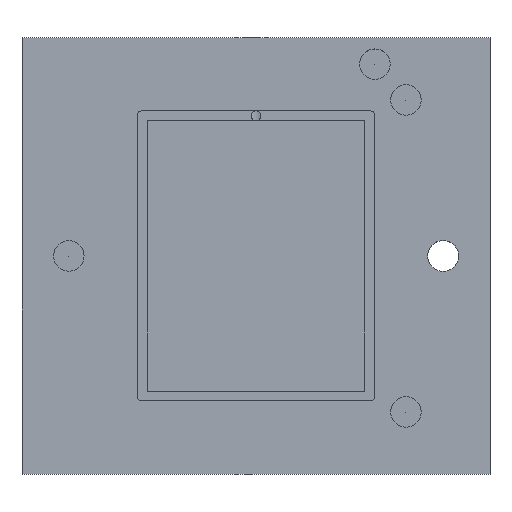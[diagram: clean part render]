
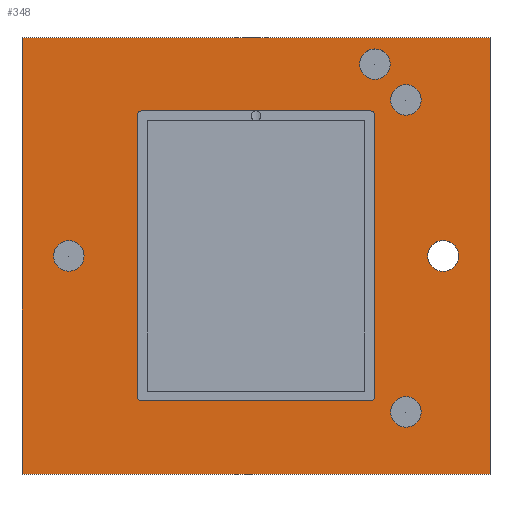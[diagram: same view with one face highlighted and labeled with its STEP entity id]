
A CAD part, top view. The second image highlights one B-rep face of the part: STEP entity #348.
In plain terms, the highlighted planar face has unit normal (0, 0, 1).
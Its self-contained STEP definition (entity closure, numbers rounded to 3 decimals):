
#348=ADVANCED_FACE('',(#486,#487,#488,#489,#490,#491,#492),#386,.T.);
#386=PLANE('',#910);
#402=LINE('',#1154,#444);
#403=LINE('',#1159,#445);
#404=LINE('',#1163,#446);
#405=LINE('',#1167,#447);
#406=LINE('',#1170,#448);
#407=LINE('',#1173,#449);
#408=LINE('',#1175,#450);
#409=LINE('',#1177,#451);
#444=VECTOR('',#979,1.);
#445=VECTOR('',#982,1.);
#446=VECTOR('',#985,1.);
#447=VECTOR('',#988,1.);
#448=VECTOR('',#991,1.);
#449=VECTOR('',#992,1.);
#450=VECTOR('',#993,1.);
#451=VECTOR('',#994,1.);
#486=FACE_BOUND('',#538,.T.);
#487=FACE_BOUND('',#539,.T.);
#488=FACE_BOUND('',#540,.T.);
#489=FACE_BOUND('',#541,.T.);
#490=FACE_BOUND('',#542,.T.);
#491=FACE_BOUND('',#543,.T.);
#492=FACE_BOUND('',#544,.T.);
#538=EDGE_LOOP('',(#598));
#539=EDGE_LOOP('',(#599));
#540=EDGE_LOOP('',(#600));
#541=EDGE_LOOP('',(#601));
#542=EDGE_LOOP('',(#602));
#543=EDGE_LOOP('',(#603,#604,#605,#606,#607,#608,#609,#610));
#544=EDGE_LOOP('',(#611,#612,#613,#614));
#598=ORIENTED_EDGE('',*,*,#801,.T.);
#599=ORIENTED_EDGE('',*,*,#802,.T.);
#600=ORIENTED_EDGE('',*,*,#803,.T.);
#601=ORIENTED_EDGE('',*,*,#804,.T.);
#602=ORIENTED_EDGE('',*,*,#805,.T.);
#603=ORIENTED_EDGE('',*,*,#806,.F.);
#604=ORIENTED_EDGE('',*,*,#807,.T.);
#605=ORIENTED_EDGE('',*,*,#808,.F.);
#606=ORIENTED_EDGE('',*,*,#809,.T.);
#607=ORIENTED_EDGE('',*,*,#810,.F.);
#608=ORIENTED_EDGE('',*,*,#811,.T.);
#609=ORIENTED_EDGE('',*,*,#812,.F.);
#610=ORIENTED_EDGE('',*,*,#813,.T.);
#611=ORIENTED_EDGE('',*,*,#814,.T.);
#612=ORIENTED_EDGE('',*,*,#815,.T.);
#613=ORIENTED_EDGE('',*,*,#816,.T.);
#614=ORIENTED_EDGE('',*,*,#817,.T.);
#740=VERTEX_POINT('',#1145);
#741=VERTEX_POINT('',#1147);
#742=VERTEX_POINT('',#1149);
#743=VERTEX_POINT('',#1151);
#744=VERTEX_POINT('',#1153);
#745=VERTEX_POINT('',#1155);
#746=VERTEX_POINT('',#1156);
#747=VERTEX_POINT('',#1158);
#748=VERTEX_POINT('',#1160);
#749=VERTEX_POINT('',#1162);
#750=VERTEX_POINT('',#1164);
#751=VERTEX_POINT('',#1166);
#752=VERTEX_POINT('',#1168);
#753=VERTEX_POINT('',#1171);
#754=VERTEX_POINT('',#1172);
#755=VERTEX_POINT('',#1174);
#756=VERTEX_POINT('',#1176);
#801=EDGE_CURVE('',#740,#740,#872,.T.);
#802=EDGE_CURVE('',#741,#741,#873,.T.);
#803=EDGE_CURVE('',#742,#742,#874,.T.);
#804=EDGE_CURVE('',#743,#743,#875,.T.);
#805=EDGE_CURVE('',#744,#744,#876,.T.);
#806=EDGE_CURVE('',#745,#746,#402,.T.);
#807=EDGE_CURVE('',#745,#747,#877,.T.);
#808=EDGE_CURVE('',#748,#747,#403,.T.);
#809=EDGE_CURVE('',#748,#749,#878,.T.);
#810=EDGE_CURVE('',#750,#749,#404,.T.);
#811=EDGE_CURVE('',#750,#751,#879,.T.);
#812=EDGE_CURVE('',#752,#751,#405,.T.);
#813=EDGE_CURVE('',#752,#746,#880,.T.);
#814=EDGE_CURVE('',#753,#754,#406,.T.);
#815=EDGE_CURVE('',#754,#755,#407,.T.);
#816=EDGE_CURVE('',#755,#756,#408,.T.);
#817=EDGE_CURVE('',#756,#753,#409,.T.);
#872=CIRCLE('',#901,2.48);
#873=CIRCLE('',#902,2.45);
#874=CIRCLE('',#903,2.45);
#875=CIRCLE('',#904,2.45);
#876=CIRCLE('',#905,2.45);
#877=CIRCLE('',#906,0.794);
#878=CIRCLE('',#907,0.794);
#879=CIRCLE('',#908,0.794);
#880=CIRCLE('',#909,0.794);
#901=AXIS2_PLACEMENT_3D('',#1144,#969,#970);
#902=AXIS2_PLACEMENT_3D('',#1146,#971,#972);
#903=AXIS2_PLACEMENT_3D('',#1148,#973,#974);
#904=AXIS2_PLACEMENT_3D('',#1150,#975,#976);
#905=AXIS2_PLACEMENT_3D('',#1152,#977,#978);
#906=AXIS2_PLACEMENT_3D('',#1157,#980,#981);
#907=AXIS2_PLACEMENT_3D('',#1161,#983,#984);
#908=AXIS2_PLACEMENT_3D('',#1165,#986,#987);
#909=AXIS2_PLACEMENT_3D('',#1169,#989,#990);
#910=AXIS2_PLACEMENT_3D('',#1178,#995,#996);
#969=DIRECTION('',(0.,0.,-1.));
#970=DIRECTION('',(-1.,0.,0.));
#971=DIRECTION('',(0.,0.,-1.));
#972=DIRECTION('',(-1.,0.,0.));
#973=DIRECTION('',(0.,0.,-1.));
#974=DIRECTION('',(-1.,0.,0.));
#975=DIRECTION('',(0.,0.,-1.));
#976=DIRECTION('',(-1.,0.,0.));
#977=DIRECTION('',(0.,0.,-1.));
#978=DIRECTION('',(-1.,0.,0.));
#979=DIRECTION('',(0.,1.,0.));
#980=DIRECTION('',(0.,0.,-1.));
#981=DIRECTION('',(1.,0.,0.));
#982=DIRECTION('',(1.,0.,0.));
#983=DIRECTION('',(0.,0.,-1.));
#984=DIRECTION('',(1.,0.,0.));
#985=DIRECTION('',(0.,-1.,0.));
#986=DIRECTION('',(0.,0.,-1.));
#987=DIRECTION('',(1.,0.,0.));
#988=DIRECTION('',(-1.,0.,0.));
#989=DIRECTION('',(0.,0.,-1.));
#990=DIRECTION('',(1.,0.,0.));
#991=DIRECTION('',(0.,-1.,0.));
#992=DIRECTION('',(1.,0.,0.));
#993=DIRECTION('',(0.,1.,0.));
#994=DIRECTION('',(-1.,0.,0.));
#995=DIRECTION('',(0.,0.,1.));
#996=DIRECTION('',(1.,0.,0.));
#1144=CARTESIAN_POINT('',(67.5,35.,18.));
#1145=CARTESIAN_POINT('',(65.02,35.,18.));
#1146=CARTESIAN_POINT('',(7.5,35.,18.));
#1147=CARTESIAN_POINT('',(5.05,35.,18.));
#1148=CARTESIAN_POINT('',(56.55,65.725,18.));
#1149=CARTESIAN_POINT('',(54.1,65.725,18.));
#1150=CARTESIAN_POINT('',(61.525,60.,18.));
#1151=CARTESIAN_POINT('',(59.075,60.,18.));
#1152=CARTESIAN_POINT('',(61.525,10.,18.));
#1153=CARTESIAN_POINT('',(59.075,10.,18.));
#1154=CARTESIAN_POINT('',(56.55,11.75,18.));
#1155=CARTESIAN_POINT('',(56.55,12.544,18.));
#1156=CARTESIAN_POINT('',(56.55,57.456,18.));
#1157=CARTESIAN_POINT('',(55.756,12.544,18.));
#1158=CARTESIAN_POINT('',(55.756,11.75,18.));
#1159=CARTESIAN_POINT('',(18.45,11.75,18.));
#1160=CARTESIAN_POINT('',(19.244,11.75,18.));
#1161=CARTESIAN_POINT('',(19.244,12.544,18.));
#1162=CARTESIAN_POINT('',(18.45,12.544,18.));
#1163=CARTESIAN_POINT('',(18.45,58.25,18.));
#1164=CARTESIAN_POINT('',(18.45,57.456,18.));
#1165=CARTESIAN_POINT('',(19.244,57.456,18.));
#1166=CARTESIAN_POINT('',(19.244,58.25,18.));
#1167=CARTESIAN_POINT('',(56.55,58.25,18.));
#1168=CARTESIAN_POINT('',(55.756,58.25,18.));
#1169=CARTESIAN_POINT('',(55.756,57.456,18.));
#1170=CARTESIAN_POINT('',(0.,70.,18.));
#1171=CARTESIAN_POINT('',(0.,70.,18.));
#1172=CARTESIAN_POINT('',(0.,0.,18.));
#1173=CARTESIAN_POINT('',(0.,0.,18.));
#1174=CARTESIAN_POINT('',(75.,0.,18.));
#1175=CARTESIAN_POINT('',(75.,0.,18.));
#1176=CARTESIAN_POINT('',(75.,70.,18.));
#1177=CARTESIAN_POINT('',(75.,70.,18.));
#1178=CARTESIAN_POINT('',(0.,0.,18.));
